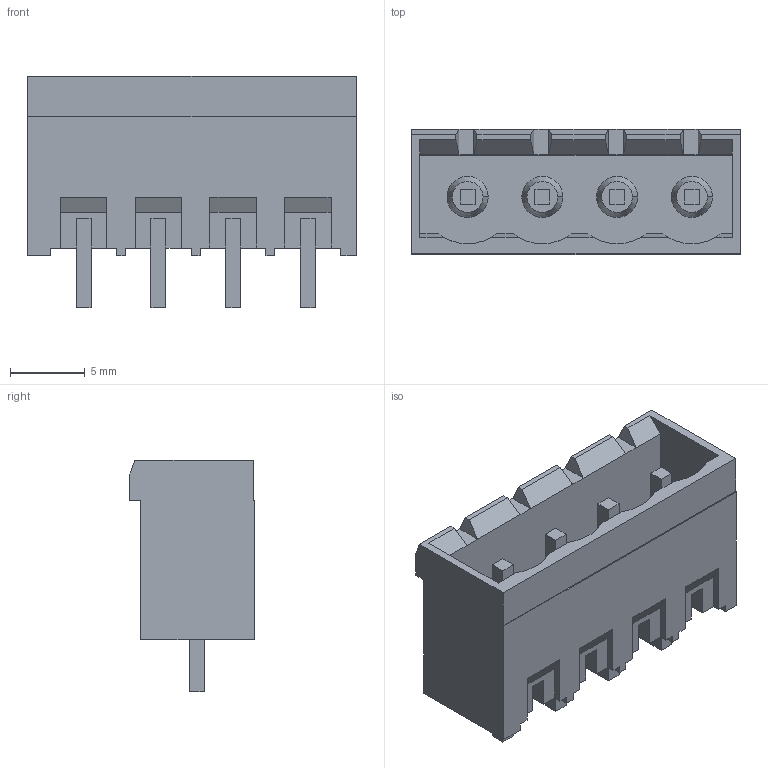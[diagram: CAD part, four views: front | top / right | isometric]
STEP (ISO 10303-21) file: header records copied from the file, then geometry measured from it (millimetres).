
FILE_DESCRIPTION((''),'2;1');
FILE_NAME('C-796642-4','2009-01-21T',('workeradm'),('Tyco Electronics Corporation'),'PRO/ENGINEER BY PARAMETRIC TECHNOLOGY CORPORATION, 2005450','PRO/ENGINEER BY PARAMETRIC TECHNOLOGY CORPORATION, 2005450','');
FILE_SCHEMA(('CONFIG_CONTROL_DESIGN', 'GEOMETRIC_VALIDATION_PROPERTIES_MIM'));
Length unit declared in the file: millimetre
Products named in the file (1): C-796642-4
Bounding box: 22 x 8.35 x 15.5 mm (x, y, z)
Volume: 976.5 mm3; surface area: 1763.2 mm2
Topology: 1 solids, 1 shells, 149 faces, 393 edges, 254 vertices
Faces by surface type: plane 137, cone 8, cylinder 4
Entity records: 4628 total; most frequent: CARTESIAN_POINT 813, ORIENTED_EDGE 786, DIRECTION 707, EDGE_CURVE 393, VECTOR 361, LINE 361, VERTEX_POINT 254, AXIS2_PLACEMENT_3D 173
